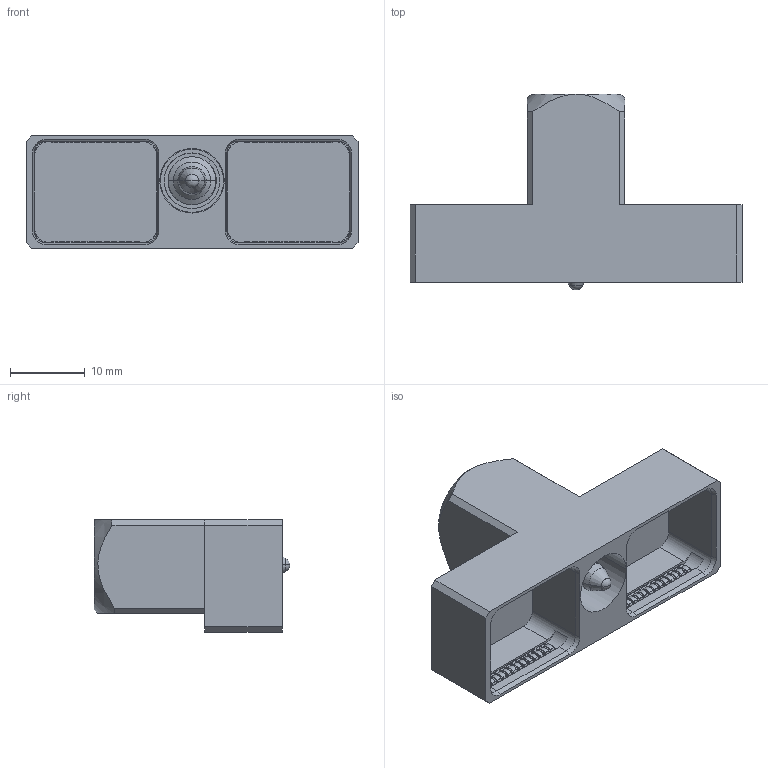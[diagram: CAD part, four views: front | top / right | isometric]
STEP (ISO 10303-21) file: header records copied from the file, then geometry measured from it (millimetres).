
FILE_DESCRIPTION((''),'2;1');
FILE_NAME('SIM2D32K200','2020-01-20T',('presta_be4'),(''),'CREO PARAMETRIC BY PTC INC, 2018360','CREO PARAMETRIC BY PTC INC, 2018360','');
FILE_SCHEMA(('CONFIG_CONTROL_DESIGN'));
Length unit declared in the file: millimetre
Products named in the file (1): SIM2D32K200
Bounding box: 44.42 x 26.18 x 15.01 mm (x, y, z)
Volume: 4411.8 mm3; surface area: 7109.5 mm2
Topology: 8 solids, 8 shells, 1571 faces, 4410 edges, 2670 vertices
Faces by surface type: plane 548, cylinder 425, cone 210, sphere 194, torus 192, bspline 2
Entity records: 49220 total; most frequent: CARTESIAN_POINT 9119, DIRECTION 9000, ORIENTED_EDGE 8048, EDGE_CURVE 4024, AXIS2_PLACEMENT_3D 3425, VERTEX_POINT 2670, VECTOR 2150, LINE 2150
